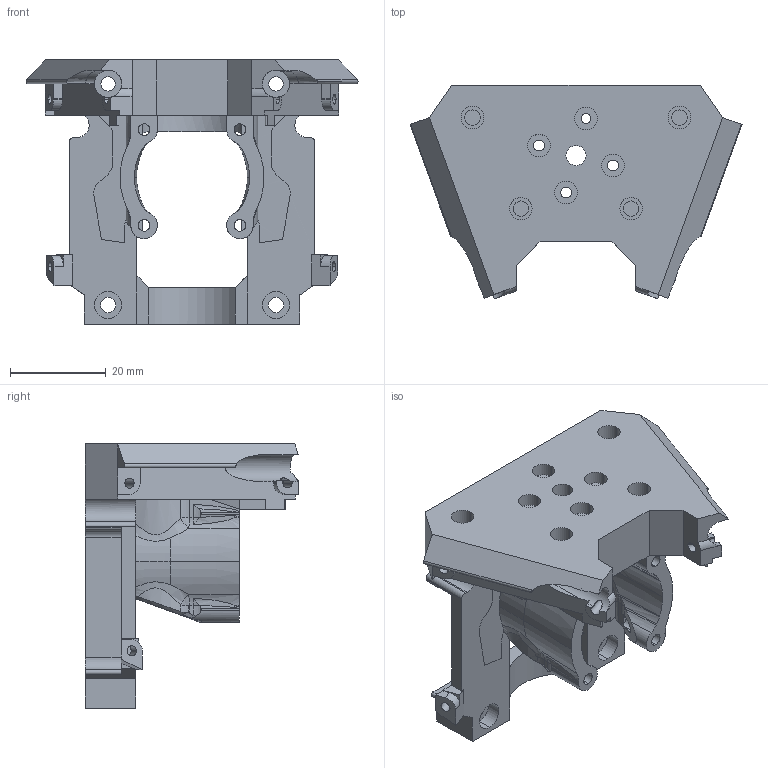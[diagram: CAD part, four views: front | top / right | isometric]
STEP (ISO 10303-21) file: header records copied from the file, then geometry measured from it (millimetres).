
FILE_DESCRIPTION(/* description */ ('STEP AP242','CAx-IF Rec.Pracs.---Representation and Presentation of Product Manufacturing Information (PMI)---4.0---2014-10-13','CAx-IF Rec.Pracs.---3D Tessellated Geometry---0.4---2014-09-14','2;1'),/* implementation_level */ '2;1');
FILE_NAME(/* name */ '65385af7cd1c704aa4253148',/* time_stamp */ '2023-10-25T00:02:00Z',/* author */ (''),/* organization */ (''),/* preprocessor_version */ 'ST-DEVELOPER v19.4',/* originating_system */ ' ',/* authorisation */ ' ');
FILE_SCHEMA (('AP242_MANAGED_MODEL_BASED_3D_ENGINEERING_MIM_LF { 1 0 10303 442 1 1 4 }'));
Length unit declared in the file: metre
Products named in the file (1): 120 Degree
Bounding box: 69.25 x 44.51 x 55.12 mm (x, y, z)
Volume: 28956.4 mm3; surface area: 16465.8 mm2
Topology: 1 solids, 4 shells, 444 faces, 1258 edges, 834 vertices
Faces by surface type: cylinder 188, plane 159, bspline 73, torus 20, cone 4
Entity records: 16751 total; most frequent: CARTESIAN_POINT 5639, ORIENTED_EDGE 2516, DIRECTION 2075, EDGE_CURVE 1258, VERTEX_POINT 834, AXIS2_PLACEMENT_3D 774, LINE 527, VECTOR 527
